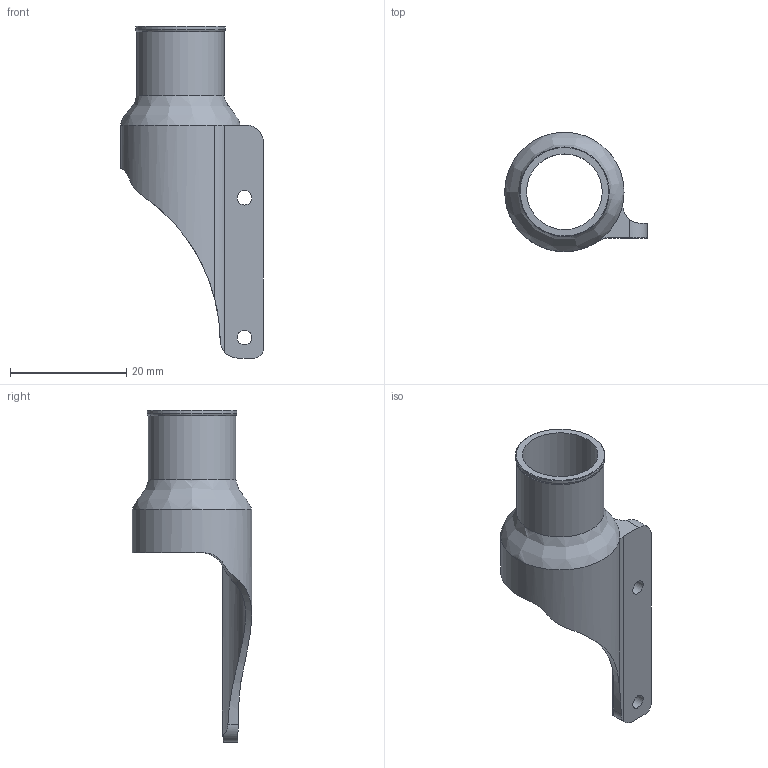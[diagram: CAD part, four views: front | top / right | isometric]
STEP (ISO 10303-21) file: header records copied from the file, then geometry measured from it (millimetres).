
FILE_DESCRIPTION(/* description */ (''),/* implementation_level */ '2;1');
FILE_NAME(/* name */ 'CPAP fan outlet adapter.step',/* time_stamp */ '2022-03-14T23:54:28-04:00',/* author */ (''),/* organization */ (''),/* preprocessor_version */ 'ST-DEVELOPER v18.1',/* originating_system */ 'Autodesk Translation Framework v10.13.0.1454',/* authorisation */ '');
FILE_SCHEMA (('AUTOMOTIVE_DESIGN { 1 0 10303 214 3 1 1 }'));
Length unit declared in the file: millimetre
Products named in the file (1): CPAP mount
Bounding box: 24.49 x 20.49 x 57 mm (x, y, z)
Volume: 2688.5 mm3; surface area: 3816.1 mm2
Topology: 1 solids, 1 shells, 30 faces, 75 edges, 48 vertices
Faces by surface type: cylinder 14, plane 10, cone 2, torus 2, bspline 2
Full cylindrical faces by diameter (mm): 2.5 x2, 13 x1, 15 x1, 15.4 x1, 17.5 x1
Entity records: 1093 total; most frequent: CARTESIAN_POINT 334, ORIENTED_EDGE 150, DIRECTION 150, EDGE_CURVE 75, AXIS2_PLACEMENT_3D 60, VERTEX_POINT 48, EDGE_LOOP 37, CIRCLE 31
